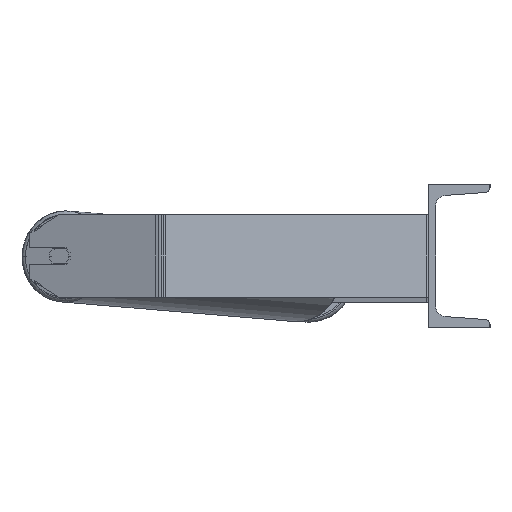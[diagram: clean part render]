
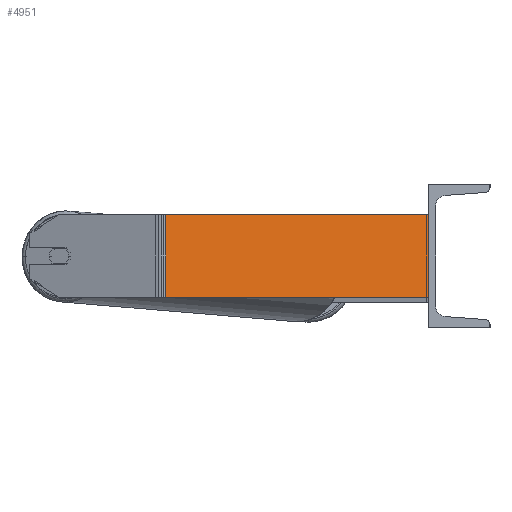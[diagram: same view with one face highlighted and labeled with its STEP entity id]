
A CAD part, left-side view. The second image highlights one B-rep face of the part: STEP entity #4951.
In plain terms, the highlighted planar face has unit normal (-0.966, -0.259, 0).
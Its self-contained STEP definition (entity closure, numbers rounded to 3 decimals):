
#18 = CARTESIAN_POINT ( 'NONE',  ( -1053.533, 255.77, -40. ) ) ;
#229 = CARTESIAN_POINT ( 'NONE',  ( -1054.839, 260.643, 40. ) ) ;
#535 = VERTEX_POINT ( 'NONE', #6262 ) ;
#674 = EDGE_CURVE ( 'NONE', #7705, #1460, #4427, .T. ) ;
#870 = DIRECTION ( 'NONE',  ( 0.966, 0.259, 0. ) ) ;
#1460 = VERTEX_POINT ( 'NONE', #2919 ) ;
#1722 = DIRECTION ( 'NONE',  ( 0., 0., -1. ) ) ;
#1856 = EDGE_CURVE ( 'NONE', #1460, #535, #4854, .T. ) ;
#2070 = ORIENTED_EDGE ( 'NONE', *, *, #6545, .T. ) ;
#2132 = VECTOR ( 'NONE', #7121, 1000. ) ;
#2431 = CARTESIAN_POINT ( 'NONE',  ( -1053.533, 255.77, 40. ) ) ;
#2602 = CARTESIAN_POINT ( 'NONE',  ( -985., 0., 40. ) ) ;
#2919 = CARTESIAN_POINT ( 'NONE',  ( -985., 0., 40. ) ) ;
#3023 = FACE_OUTER_BOUND ( 'NONE', #4884, .T. ) ;
#3440 = ORIENTED_EDGE ( 'NONE', *, *, #1856, .F. ) ;
#3472 = DIRECTION ( 'NONE',  ( 0.259, -0.966, 0. ) ) ;
#3600 = CARTESIAN_POINT ( 'NONE',  ( -1054.839, 260.643, -40. ) ) ;
#3643 = PLANE ( 'NONE',  #7172 ) ;
#3732 = DIRECTION ( 'NONE',  ( -0.259, 0.966, 0. ) ) ;
#4362 = CARTESIAN_POINT ( 'NONE',  ( -1054.839, 260.643, 40. ) ) ;
#4427 = LINE ( 'NONE', #229, #2132 ) ;
#4595 = VERTEX_POINT ( 'NONE', #18 ) ;
#4854 = LINE ( 'NONE', #2602, #5905 ) ;
#4884 = EDGE_LOOP ( 'NONE', ( #8932, #3440, #6323, #2070 ) ) ;
#4951 = ADVANCED_FACE ( 'NONE', ( #3023 ), #3643, .F. ) ;
#5304 = VECTOR ( 'NONE', #3472, 1000. ) ;
#5872 = VECTOR ( 'NONE', #1722, 1000. ) ;
#5905 = VECTOR ( 'NONE', #8964, 1000. ) ;
#6104 = EDGE_CURVE ( 'NONE', #4595, #535, #7655, .T. ) ;
#6262 = CARTESIAN_POINT ( 'NONE',  ( -985., 0., -40. ) ) ;
#6323 = ORIENTED_EDGE ( 'NONE', *, *, #674, .F. ) ;
#6545 = EDGE_CURVE ( 'NONE', #7705, #4595, #8706, .T. ) ;
#7107 = CARTESIAN_POINT ( 'NONE',  ( -1053.533, 255.77, 40. ) ) ;
#7121 = DIRECTION ( 'NONE',  ( 0.259, -0.966, 0. ) ) ;
#7172 = AXIS2_PLACEMENT_3D ( 'NONE', #4362, #870, #3732 ) ;
#7655 = LINE ( 'NONE', #3600, #5304 ) ;
#7705 = VERTEX_POINT ( 'NONE', #7107 ) ;
#8706 = LINE ( 'NONE', #2431, #5872 ) ;
#8932 = ORIENTED_EDGE ( 'NONE', *, *, #6104, .T. ) ;
#8964 = DIRECTION ( 'NONE',  ( 0., 0., -1. ) ) ;
